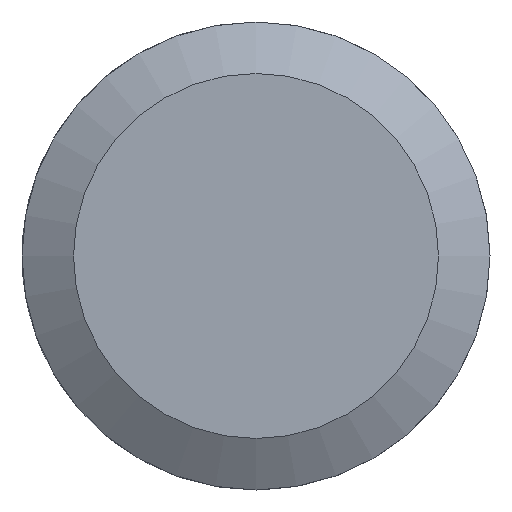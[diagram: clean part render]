
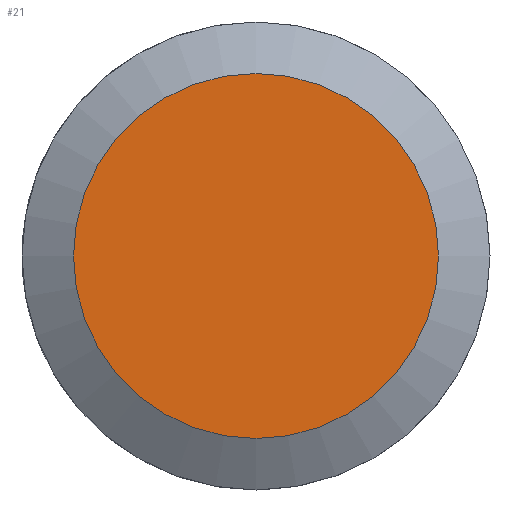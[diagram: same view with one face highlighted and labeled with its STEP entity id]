
A CAD part, front view. The second image highlights one B-rep face of the part: STEP entity #21.
In plain terms, the highlighted planar face has unit normal (0, -1, 0).
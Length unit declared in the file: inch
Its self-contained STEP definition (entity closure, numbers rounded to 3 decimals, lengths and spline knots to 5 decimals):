
#5 = CIRCLE ( 'NONE', #632, 0.18424 ) ;
#21 = ADVANCED_FACE ( 'NONE', ( #67 ), #697, .F. ) ;
#67 = FACE_OUTER_BOUND ( 'NONE', #741, .T. ) ;
#101 = VERTEX_POINT ( 'NONE', #384 ) ;
#182 = DIRECTION ( 'NONE',  ( 0., 1., 0. ) ) ;
#237 = DIRECTION ( 'NONE',  ( 0., 0., 1. ) ) ;
#384 = CARTESIAN_POINT ( 'NONE',  ( 0., 0., 0.18424 ) ) ;
#394 = DIRECTION ( 'NONE',  ( 0., 0., 1. ) ) ;
#403 = EDGE_CURVE ( 'NONE', #101, #101, #5, .T. ) ;
#440 = AXIS2_PLACEMENT_3D ( 'NONE', #649, #182, #237 ) ;
#572 = CARTESIAN_POINT ( 'NONE',  ( 0., 0., 0. ) ) ;
#632 = AXIS2_PLACEMENT_3D ( 'NONE', #572, #746, #394 ) ;
#648 = ORIENTED_EDGE ( 'NONE', *, *, #403, .T. ) ;
#649 = CARTESIAN_POINT ( 'NONE',  ( 0., 0., 0. ) ) ;
#697 = PLANE ( 'NONE',  #440 ) ;
#741 = EDGE_LOOP ( 'NONE', ( #648 ) ) ;
#746 = DIRECTION ( 'NONE',  ( 0., -1., 0. ) ) ;
